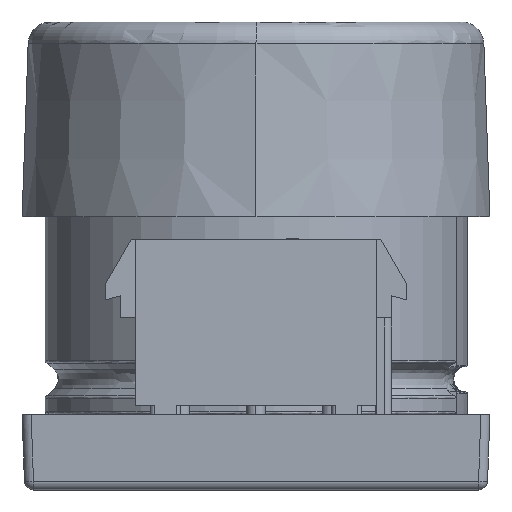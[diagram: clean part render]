
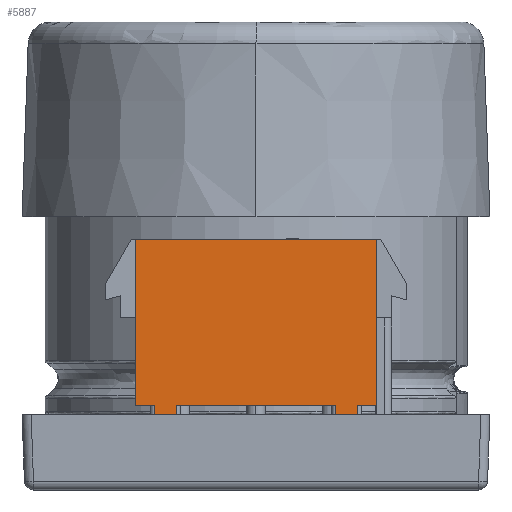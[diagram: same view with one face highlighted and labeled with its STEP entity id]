
A CAD part, left-side view. The second image highlights one B-rep face of the part: STEP entity #5887.
In plain terms, the highlighted planar face has unit normal (-1, 0, 0).
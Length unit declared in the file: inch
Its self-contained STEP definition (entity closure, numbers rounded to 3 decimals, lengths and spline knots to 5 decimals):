
#1383 = EDGE_LOOP ( 'NONE', ( #1813, #1814, #1815, #1812, #1817, #1816, #1819, #1818, #1820, #1821, #1822, #1823 ) ) ;
#1384 = EDGE_LOOP ( 'NONE', ( #1825, #1826, #1827, #1824 ) ) ;
#1812 = ORIENTED_EDGE ( 'NONE', *, *, #32995, .F. ) ;
#1813 = ORIENTED_EDGE ( 'NONE', *, *, #31549, .F. ) ;
#1814 = ORIENTED_EDGE ( 'NONE', *, *, #31536, .T. ) ;
#1815 = ORIENTED_EDGE ( 'NONE', *, *, #31599, .T. ) ;
#1816 = ORIENTED_EDGE ( 'NONE', *, *, #32994, .T. ) ;
#1817 = ORIENTED_EDGE ( 'NONE', *, *, #32315, .F. ) ;
#1818 = ORIENTED_EDGE ( 'NONE', *, *, #31545, .T. ) ;
#1819 = ORIENTED_EDGE ( 'NONE', *, *, #33172, .T. ) ;
#1820 = ORIENTED_EDGE ( 'NONE', *, *, #31554, .F. ) ;
#1821 = ORIENTED_EDGE ( 'NONE', *, *, #31543, .T. ) ;
#1822 = ORIENTED_EDGE ( 'NONE', *, *, #31539, .T. ) ;
#1823 = ORIENTED_EDGE ( 'NONE', *, *, #31538, .T. ) ;
#1824 = ORIENTED_EDGE ( 'NONE', *, *, #31558, .T. ) ;
#1825 = ORIENTED_EDGE ( 'NONE', *, *, #31551, .T. ) ;
#1826 = ORIENTED_EDGE ( 'NONE', *, *, #31546, .T. ) ;
#1827 = ORIENTED_EDGE ( 'NONE', *, *, #33173, .T. ) ;
#3630 = VERTEX_POINT ( 'NONE', #14080 ) ;
#3631 = VERTEX_POINT ( 'NONE', #14081 ) ;
#3632 = VERTEX_POINT ( 'NONE', #14082 ) ;
#3633 = VERTEX_POINT ( 'NONE', #14083 ) ;
#3634 = VERTEX_POINT ( 'NONE', #14084 ) ;
#3635 = VERTEX_POINT ( 'NONE', #14085 ) ;
#3636 = VERTEX_POINT ( 'NONE', #14086 ) ;
#3637 = VERTEX_POINT ( 'NONE', #14087 ) ;
#3638 = VERTEX_POINT ( 'NONE', #14088 ) ;
#3639 = VERTEX_POINT ( 'NONE', #14089 ) ;
#3640 = VERTEX_POINT ( 'NONE', #14090 ) ;
#3641 = VERTEX_POINT ( 'NONE', #14091 ) ;
#3666 = VERTEX_POINT ( 'NONE', #14116 ) ;
#3669 = VERTEX_POINT ( 'NONE', #14119 ) ;
#3671 = VERTEX_POINT ( 'NONE', #14121 ) ;
#3672 = VERTEX_POINT ( 'NONE', #14122 ) ;
#5887 = ADVANCED_FACE ( 'NONE', ( #18639, #18640 ), #18298, .T. ) ;
#14080 = CARTESIAN_POINT ( 'NONE',  ( -1.675, 0.265, 0.28 ) ) ;
#14081 = CARTESIAN_POINT ( 'NONE',  ( -1.675, 0.265, 0.25 ) ) ;
#14082 = CARTESIAN_POINT ( 'NONE',  ( -1.675, -0.4, 0.28 ) ) ;
#14083 = CARTESIAN_POINT ( 'NONE',  ( -1.675, -0.335, 0.28 ) ) ;
#14084 = CARTESIAN_POINT ( 'NONE',  ( -1.675, -0.265, 0.28 ) ) ;
#14085 = CARTESIAN_POINT ( 'NONE',  ( -1.675, 0.335, 0.28 ) ) ;
#14086 = CARTESIAN_POINT ( 'NONE',  ( -1.675, 0.4, 0.28 ) ) ;
#14087 = CARTESIAN_POINT ( 'NONE',  ( -1.675, -0.265, 0.25 ) ) ;
#14088 = CARTESIAN_POINT ( 'NONE',  ( -1.675, -0.335, 0.25 ) ) ;
#14089 = CARTESIAN_POINT ( 'NONE',  ( -1.675, -0.4, 0.83 ) ) ;
#14090 = CARTESIAN_POINT ( 'NONE',  ( -1.675, 0.4, 0.83 ) ) ;
#14091 = CARTESIAN_POINT ( 'NONE',  ( -1.675, 0.335, 0.25 ) ) ;
#14116 = CARTESIAN_POINT ( 'NONE',  ( -1.675, -0.725, 0.25 ) ) ;
#14119 = CARTESIAN_POINT ( 'NONE',  ( -1.675, 0.725, 0.25 ) ) ;
#14121 = CARTESIAN_POINT ( 'NONE',  ( -1.675, -0.725, 0.157 ) ) ;
#14122 = CARTESIAN_POINT ( 'NONE',  ( -1.675, 0.725, 0.157 ) ) ;
#18298 = PLANE ( 'NONE',  #18973 ) ;
#18299 = CARTESIAN_POINT ( 'NONE',  ( -1.675, 0.725, 0.157 ) ) ;
#18300 = DIRECTION ( 'NONE',  ( -1., 0., 0. ) ) ;
#18301 = DIRECTION ( 'NONE',  ( 0., -1., 0. ) ) ;
#18639 = FACE_OUTER_BOUND ( 'NONE', #1383, .T. ) ;
#18640 = FACE_BOUND ( 'NONE', #1384, .T. ) ;
#18973 = AXIS2_PLACEMENT_3D ( 'NONE', #18299, #18300, #18301 ) ;
#25457 = VECTOR ( 'NONE', #28287, 39.37008 ) ;
#25459 = VECTOR ( 'NONE', #28292, 39.37008 ) ;
#25460 = VECTOR ( 'NONE', #28294, 39.37008 ) ;
#25466 = VECTOR ( 'NONE', #28302, 39.37008 ) ;
#25468 = VECTOR ( 'NONE', #28307, 39.37008 ) ;
#25470 = VECTOR ( 'NONE', #28309, 39.37008 ) ;
#25474 = VECTOR ( 'NONE', #28316, 39.37008 ) ;
#25477 = VECTOR ( 'NONE', #28321, 39.37008 ) ;
#25482 = VECTOR ( 'NONE', #28329, 39.37008 ) ;
#25486 = VECTOR ( 'NONE', #28339, 39.37008 ) ;
#25531 = VECTOR ( 'NONE', #28527, 39.37008 ) ;
#25648 = VECTOR ( 'NONE', #28788, 39.37008 ) ;
#27726 = LINE ( 'NONE', #28286, #25457 ) ;
#27727 = LINE ( 'NONE', #28291, #25459 ) ;
#27728 = LINE ( 'NONE', #28293, #25460 ) ;
#27732 = LINE ( 'NONE', #28301, #25466 ) ;
#27733 = LINE ( 'NONE', #28306, #25468 ) ;
#27734 = LINE ( 'NONE', #28308, #25470 ) ;
#27736 = LINE ( 'NONE', #28315, #25474 ) ;
#27737 = LINE ( 'NONE', #28320, #25477 ) ;
#27738 = LINE ( 'NONE', #28328, #25482 ) ;
#27740 = LINE ( 'NONE', #28338, #25486 ) ;
#27774 = LINE ( 'NONE', #28526, #25531 ) ;
#27860 = LINE ( 'NONE', #28787, #25648 ) ;
#28122 = LINE ( 'NONE', #30006, #30499 ) ;
#28124 = LINE ( 'NONE', #30008, #30500 ) ;
#28127 = LINE ( 'NONE', #30014, #30504 ) ;
#28128 = LINE ( 'NONE', #30016, #30505 ) ;
#28286 = CARTESIAN_POINT ( 'NONE',  ( -1.675, 0.335, 0.157 ) ) ;
#28287 = DIRECTION ( 'NONE',  ( 0., 0., -1. ) ) ;
#28291 = CARTESIAN_POINT ( 'NONE',  ( -1.675, 0.4, 0.157 ) ) ;
#28292 = DIRECTION ( 'NONE',  ( 0., 0., -1. ) ) ;
#28293 = CARTESIAN_POINT ( 'NONE',  ( -1.675, 0.725, 0.83 ) ) ;
#28294 = DIRECTION ( 'NONE',  ( 0., 1., 0. ) ) ;
#28301 = CARTESIAN_POINT ( 'NONE',  ( -1.675, -0.4, 0.157 ) ) ;
#28302 = DIRECTION ( 'NONE',  ( 0., 0., 1. ) ) ;
#28306 = CARTESIAN_POINT ( 'NONE',  ( -1.675, -0.335, 0.157 ) ) ;
#28307 = DIRECTION ( 'NONE',  ( 0., 0., 1. ) ) ;
#28308 = CARTESIAN_POINT ( 'NONE',  ( -1.675, -0.265, 0.157 ) ) ;
#28309 = DIRECTION ( 'NONE',  ( 0., 0., -1. ) ) ;
#28315 = CARTESIAN_POINT ( 'NONE',  ( -1.675, -0.416, 0.28 ) ) ;
#28316 = DIRECTION ( 'NONE',  ( 0., 1., 0. ) ) ;
#28320 = CARTESIAN_POINT ( 'NONE',  ( -1.675, 0.725, 0.28 ) ) ;
#28321 = DIRECTION ( 'NONE',  ( 0., -1., 0. ) ) ;
#28328 = CARTESIAN_POINT ( 'NONE',  ( -1.675, -0.416, 0.28 ) ) ;
#28329 = DIRECTION ( 'NONE',  ( 0., 1., 0. ) ) ;
#28338 = CARTESIAN_POINT ( 'NONE',  ( -1.675, 0.265, 0.157 ) ) ;
#28339 = DIRECTION ( 'NONE',  ( 0., 0., 1. ) ) ;
#28526 = CARTESIAN_POINT ( 'NONE',  ( -1.675, 0.725, 0.25 ) ) ;
#28527 = DIRECTION ( 'NONE',  ( 0., 1., 0. ) ) ;
#28787 = CARTESIAN_POINT ( 'NONE',  ( -1.675, -0.735, 0.157 ) ) ;
#28788 = DIRECTION ( 'NONE',  ( 0., 1., 0. ) ) ;
#30006 = CARTESIAN_POINT ( 'NONE',  ( -1.675, -0.725, 0.157 ) ) ;
#30007 = DIRECTION ( 'NONE',  ( 0., 0., 1. ) ) ;
#30008 = CARTESIAN_POINT ( 'NONE',  ( -1.675, 0.725, 0.157 ) ) ;
#30009 = DIRECTION ( 'NONE',  ( 0., 0., 1. ) ) ;
#30014 = CARTESIAN_POINT ( 'NONE',  ( -1.675, 0.725, 0.25 ) ) ;
#30015 = DIRECTION ( 'NONE',  ( 0., 1., 0. ) ) ;
#30016 = CARTESIAN_POINT ( 'NONE',  ( -1.675, 0.725, 0.25 ) ) ;
#30017 = DIRECTION ( 'NONE',  ( 0., 1., 0. ) ) ;
#30499 = VECTOR ( 'NONE', #30007, 39.37008 ) ;
#30500 = VECTOR ( 'NONE', #30009, 39.37008 ) ;
#30504 = VECTOR ( 'NONE', #30015, 39.37008 ) ;
#30505 = VECTOR ( 'NONE', #30017, 39.37008 ) ;
#31536 = EDGE_CURVE ( 'NONE', #3635, #3641, #27726, .T. ) ;
#31538 = EDGE_CURVE ( 'NONE', #3640, #3636, #27727, .T. ) ;
#31539 = EDGE_CURVE ( 'NONE', #3639, #3640, #27728, .T. ) ;
#31543 = EDGE_CURVE ( 'NONE', #3632, #3639, #27732, .T. ) ;
#31545 = EDGE_CURVE ( 'NONE', #3638, #3633, #27733, .T. ) ;
#31546 = EDGE_CURVE ( 'NONE', #3634, #3637, #27734, .T. ) ;
#31549 = EDGE_CURVE ( 'NONE', #3635, #3636, #27736, .T. ) ;
#31551 = EDGE_CURVE ( 'NONE', #3630, #3634, #27737, .T. ) ;
#31554 = EDGE_CURVE ( 'NONE', #3632, #3633, #27738, .T. ) ;
#31558 = EDGE_CURVE ( 'NONE', #3631, #3630, #27740, .T. ) ;
#31599 = EDGE_CURVE ( 'NONE', #3641, #3669, #27774, .T. ) ;
#32315 = EDGE_CURVE ( 'NONE', #3671, #3672, #27860, .T. ) ;
#32994 = EDGE_CURVE ( 'NONE', #3671, #3666, #28122, .T. ) ;
#32995 = EDGE_CURVE ( 'NONE', #3672, #3669, #28124, .T. ) ;
#33172 = EDGE_CURVE ( 'NONE', #3666, #3638, #28127, .T. ) ;
#33173 = EDGE_CURVE ( 'NONE', #3637, #3631, #28128, .T. ) ;
